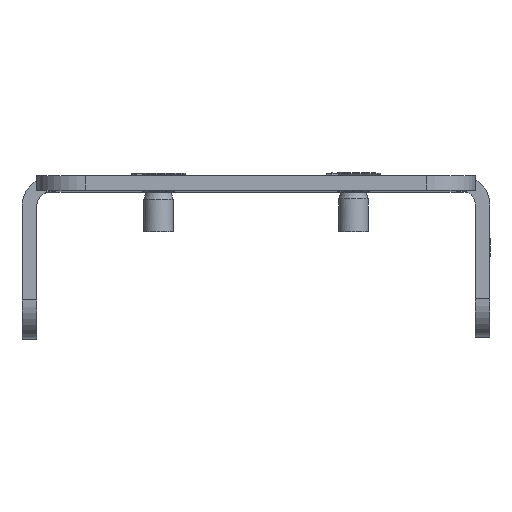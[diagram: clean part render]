
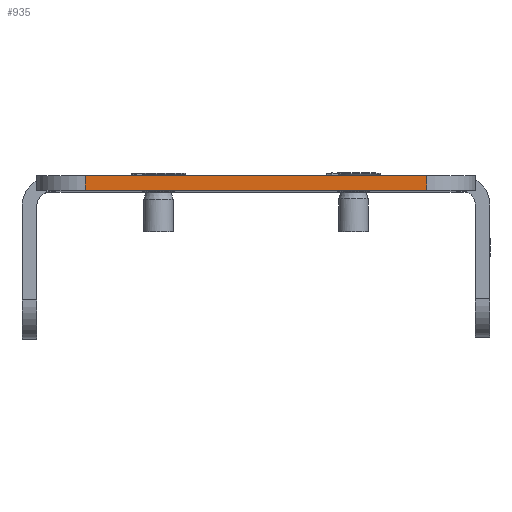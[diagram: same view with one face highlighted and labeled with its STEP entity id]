
A CAD part, top view. The second image highlights one B-rep face of the part: STEP entity #935.
In plain terms, the highlighted planar face has unit normal (0, 0, 1).
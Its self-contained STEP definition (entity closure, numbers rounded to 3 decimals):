
#624=PLANE('',#2171);
#672=FACE_OUTER_BOUND('',#1128,.T.);
#757=LINE('',#2990,#849);
#758=LINE('',#2992,#850);
#759=LINE('',#2994,#851);
#760=LINE('',#2996,#852);
#849=VECTOR('',#2543,1.);
#850=VECTOR('',#2546,1.);
#851=VECTOR('',#2547,1.);
#852=VECTOR('',#2548,1.);
#935=ADVANCED_FACE('',(#672),#624,.T.);
#1128=EDGE_LOOP('',(#1415,#1416,#1417,#1418));
#1415=ORIENTED_EDGE('',*,*,#1822,.F.);
#1416=ORIENTED_EDGE('',*,*,#1821,.F.);
#1417=ORIENTED_EDGE('',*,*,#1823,.F.);
#1418=ORIENTED_EDGE('',*,*,#1824,.T.);
#1645=VERTEX_POINT('',#2987);
#1646=VERTEX_POINT('',#2989);
#1647=VERTEX_POINT('',#2993);
#1648=VERTEX_POINT('',#2995);
#1821=EDGE_CURVE('',#1646,#1645,#757,.T.);
#1822=EDGE_CURVE('',#1645,#1647,#758,.T.);
#1823=EDGE_CURVE('',#1648,#1646,#759,.T.);
#1824=EDGE_CURVE('',#1648,#1647,#760,.T.);
#2171=AXIS2_PLACEMENT_3D('',#2997,#2549,#2550);
#2543=DIRECTION('',(0.,-1.,0.));
#2546=DIRECTION('',(-1.,0.,0.));
#2547=DIRECTION('',(1.,0.,0.));
#2548=DIRECTION('',(0.,-1.,0.));
#2549=DIRECTION('',(0.,0.,1.));
#2550=DIRECTION('',(1.,0.,0.));
#2987=CARTESIAN_POINT('',(40.,-1.5,111.));
#2989=CARTESIAN_POINT('',(40.,0.,111.));
#2990=CARTESIAN_POINT('',(40.,0.,111.));
#2992=CARTESIAN_POINT('',(40.,-1.5,111.));
#2993=CARTESIAN_POINT('',(5.,-1.5,111.));
#2994=CARTESIAN_POINT('',(5.,0.,111.));
#2995=CARTESIAN_POINT('',(5.,0.,111.));
#2996=CARTESIAN_POINT('',(5.,0.,111.));
#2997=CARTESIAN_POINT('',(5.,-1.5,111.));
